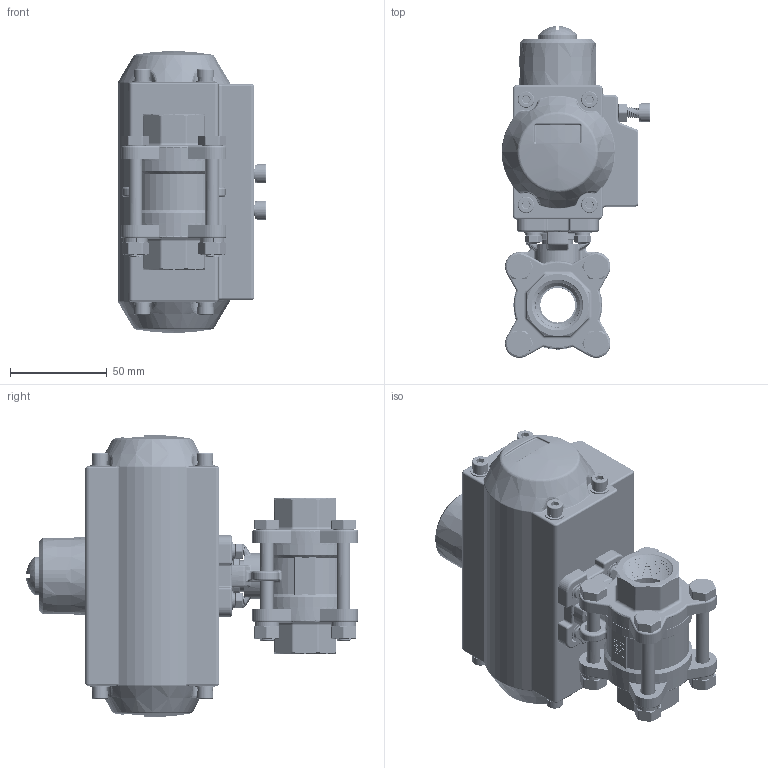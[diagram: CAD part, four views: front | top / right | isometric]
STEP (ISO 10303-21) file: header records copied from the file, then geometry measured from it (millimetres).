
FILE_DESCRIPTION (( 'STEP AP214' ), '1' );
FILE_NAME ('KD3-4.STEP', '2019-02-11T18:29:15', ( '' ), ( '' ), 'SwSTEP 2.0', 'SolidWorks 2016', '' );
FILE_SCHEMA (( 'AUTOMOTIVE_DESIGN' ));
Length unit declared in the file: millimetre
Products named in the file (1): KD3-4
Bounding box: 76.9 x 171.84 x 146 mm (x, y, z)
Volume: 675154.6 mm3; surface area: 143387.7 mm2
Topology: 58 solids, 58 shells, 3383 faces, 8613 edges, 5375 vertices
Faces by surface type: cylinder 1565, plane 712, bspline 406, cone 315, torus 279, sphere 106
Entity records: 255834 total; most frequent: CARTESIAN_POINT 144177, ORIENTED_EDGE 17086, DIRECTION 13724, EDGE_CURVE 8543, AXIS2_PLACEMENT_3D 5398, VERTEX_POINT 5374, EDGE_LOOP 3571, UNCERTAINTY_MEASURE_WITH_UNIT 3443
